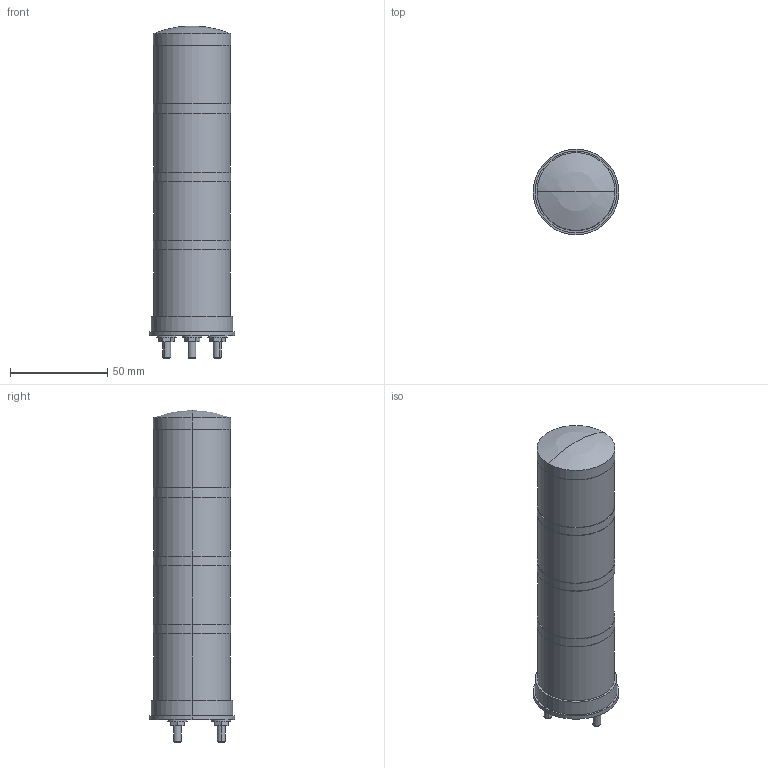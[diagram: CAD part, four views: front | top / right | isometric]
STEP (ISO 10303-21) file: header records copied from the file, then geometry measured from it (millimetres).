
FILE_DESCRIPTION(('starvars output'),'2;1');
FILE_NAME('XVC4B3K_3D.stp','19:34:33 2020/03/31',( 'Thomas Industrial Network Germany GmbH'),( 'Thomas Industrial Network Germany GmbH'),'unknown preprocess','ACIS' ,'unknown authorization');
FILE_SCHEMA(('AUTOMOTIVE_DESIGN_CC2 {UNKNOWN IMPLEMENTATION LEVEL}'));
Length unit declared in the file: millimetre
Products named in the file (1): PRODUCT_ID_21
Bounding box: 44 x 44 x 170.5 mm (x, y, z)
Volume: 194070.8 mm3; surface area: 23727.8 mm2
Topology: 1 solids, 1 shells, 80 faces, 172 edges, 111 vertices
Faces by surface type: plane 38, cylinder 34, cone 6, sphere 2
Entity records: 2607 total; most frequent: ORIENTED_EDGE 340, CARTESIAN_POINT 303, DIRECTION 290, EDGE_CURVE 170, VERTEX_POINT 111, EDGE_LOOP 99, FACE_BOUND 99, AXIS2_PLACEMENT_3D 98
